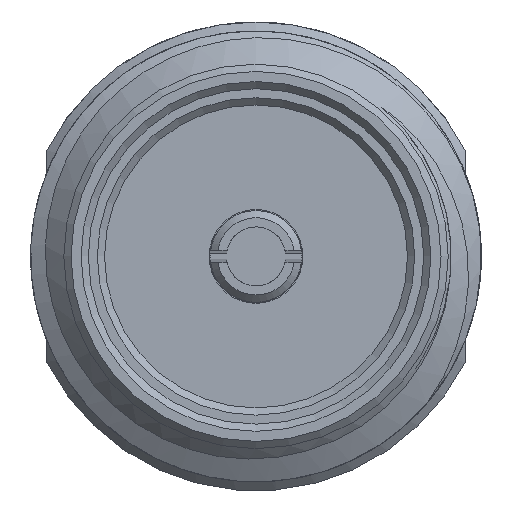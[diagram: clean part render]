
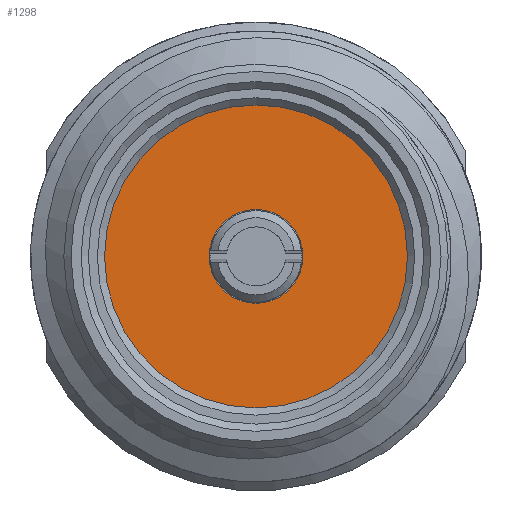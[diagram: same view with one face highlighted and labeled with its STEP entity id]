
A CAD part, front view. The second image highlights one B-rep face of the part: STEP entity #1298.
In plain terms, the highlighted planar face has unit normal (0, -1, 0).
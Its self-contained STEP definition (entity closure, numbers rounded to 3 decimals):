
#190=ORIENTED_EDGE('',*,*,#367,.T.);
#191=ORIENTED_EDGE('',*,*,#368,.T.);
#367=EDGE_CURVE('',#462,#462,#535,.T.);
#368=EDGE_CURVE('',#463,#463,#536,.F.);
#462=VERTEX_POINT('',#1844);
#463=VERTEX_POINT('',#1847);
#535=CIRCLE('',#1389,0.65);
#536=CIRCLE('',#1391,2.1);
#599=EDGE_LOOP('',(#190));
#600=EDGE_LOOP('',(#191));
#707=FACE_BOUND('',#599,.T.);
#708=FACE_BOUND('',#600,.T.);
#806=PLANE('',#1390);
#1298=ADVANCED_FACE('',(#707,#708),#806,.F.);
#1389=AXIS2_PLACEMENT_3D('',#1843,#1563,#1564);
#1390=AXIS2_PLACEMENT_3D('',#1845,#1565,#1566);
#1391=AXIS2_PLACEMENT_3D('',#1846,#1567,#1568);
#1563=DIRECTION('',(0.,1.,0.));
#1564=DIRECTION('',(1.,0.,0.));
#1565=DIRECTION('',(0.,1.,0.));
#1566=DIRECTION('',(0.,0.,1.));
#1567=DIRECTION('',(0.,1.,0.));
#1568=DIRECTION('',(0.,0.,1.));
#1843=CARTESIAN_POINT('',(0.,-7.97,0.));
#1844=CARTESIAN_POINT('',(0.65,-7.97,0.));
#1845=CARTESIAN_POINT('',(0.,-7.97,0.));
#1846=CARTESIAN_POINT('',(0.,-7.97,0.));
#1847=CARTESIAN_POINT('',(0.,-7.97,2.1));
